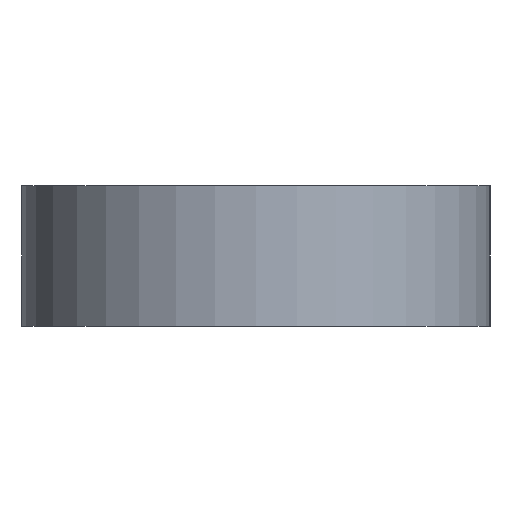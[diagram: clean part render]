
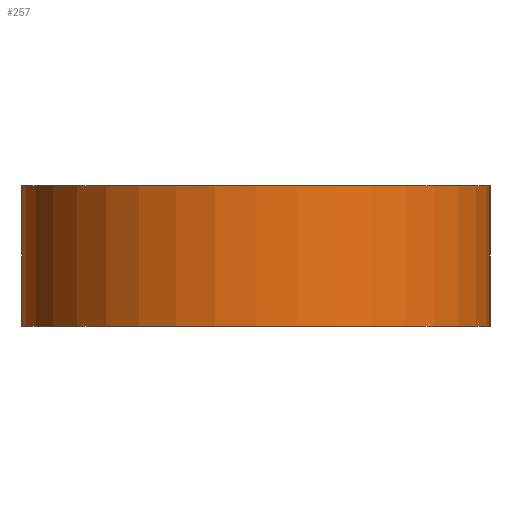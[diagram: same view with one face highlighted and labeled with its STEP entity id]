
A CAD part, left-side view. The second image highlights one B-rep face of the part: STEP entity #257.
In plain terms, the highlighted cylindrical face has radius 7.5 mm (diameter 15 mm), a partial arc.
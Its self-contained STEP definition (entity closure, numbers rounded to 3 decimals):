
#38=FACE_OUTER_BOUND('',#54,.T.);
#54=EDGE_LOOP('',(#210,#211,#212,#213));
#74=LINE('',#445,#90);
#75=LINE('',#448,#91);
#90=VECTOR('',#370,10.);
#91=VECTOR('',#373,10.);
#112=CIRCLE('',#301,7.5);
#113=CIRCLE('',#302,7.5);
#130=VERTEX_POINT('',#441);
#131=VERTEX_POINT('',#442);
#132=VERTEX_POINT('',#444);
#133=VERTEX_POINT('',#446);
#160=EDGE_CURVE('',#130,#131,#112,.T.);
#161=EDGE_CURVE('',#131,#132,#74,.T.);
#162=EDGE_CURVE('',#133,#132,#113,.T.);
#163=EDGE_CURVE('',#130,#133,#75,.T.);
#210=ORIENTED_EDGE('',*,*,#160,.T.);
#211=ORIENTED_EDGE('',*,*,#161,.T.);
#212=ORIENTED_EDGE('',*,*,#162,.F.);
#213=ORIENTED_EDGE('',*,*,#163,.F.);
#246=CYLINDRICAL_SURFACE('',#300,7.5);
#257=ADVANCED_FACE('',(#38),#246,.T.);
#300=AXIS2_PLACEMENT_3D('',#440,#366,#367);
#301=AXIS2_PLACEMENT_3D('',#443,#368,#369);
#302=AXIS2_PLACEMENT_3D('',#447,#371,#372);
#366=DIRECTION('center_axis',(0.,0.,1.));
#367=DIRECTION('ref_axis',(-1.,0.,0.));
#368=DIRECTION('center_axis',(0.,0.,1.));
#369=DIRECTION('ref_axis',(1.,0.,0.));
#370=DIRECTION('',(0.,0.,1.));
#371=DIRECTION('center_axis',(0.,0.,1.));
#372=DIRECTION('ref_axis',(1.,0.,0.));
#373=DIRECTION('',(0.,0.,1.));
#440=CARTESIAN_POINT('Origin',(0.,7.5,0.));
#441=CARTESIAN_POINT('',(0.,15.,0.));
#442=CARTESIAN_POINT('',(0.,0.,0.));
#443=CARTESIAN_POINT('Origin',(0.,7.5,0.));
#444=CARTESIAN_POINT('',(0.,0.,4.5));
#445=CARTESIAN_POINT('',(0.,0.,0.));
#446=CARTESIAN_POINT('',(0.,15.,4.5));
#447=CARTESIAN_POINT('Origin',(0.,7.5,4.5));
#448=CARTESIAN_POINT('',(0.,15.,0.));
